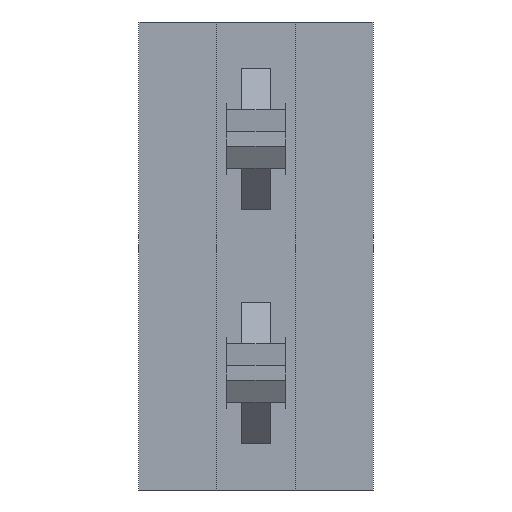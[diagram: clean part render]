
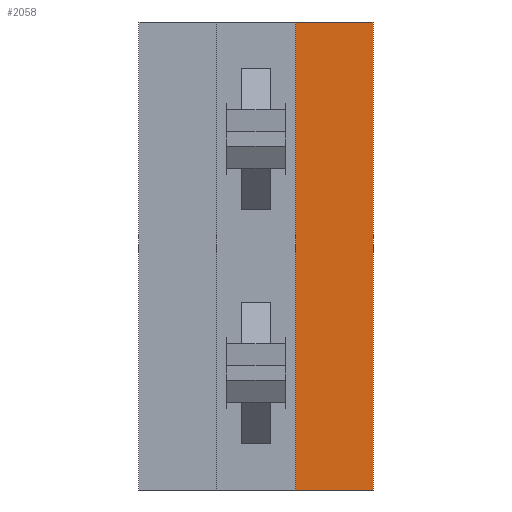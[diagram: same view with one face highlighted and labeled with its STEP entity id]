
A CAD part, front view. The second image highlights one B-rep face of the part: STEP entity #2058.
In plain terms, the highlighted planar face has unit normal (0, -1, 0).
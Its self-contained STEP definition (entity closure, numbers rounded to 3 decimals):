
#76 = FACE_OUTER_BOUND ( 'NONE', #2829, .T. ) ;
#79 = CARTESIAN_POINT ( 'NONE',  ( 2.54, -8.5, 0. ) ) ;
#148 = LINE ( 'NONE', #1988, #830 ) ;
#163 = LINE ( 'NONE', #2250, #2060 ) ;
#179 = DIRECTION ( 'NONE',  ( 1., 0., 0. ) ) ;
#283 = CARTESIAN_POINT ( 'NONE',  ( 1.7, -8.5, 0. ) ) ;
#336 = EDGE_CURVE ( 'NONE', #1607, #3147, #1344, .T. ) ;
#531 = DIRECTION ( 'NONE',  ( 1., 0., 0. ) ) ;
#620 = CARTESIAN_POINT ( 'NONE',  ( 1.7, -8.5, 5.08 ) ) ;
#668 = VECTOR ( 'NONE', #2295, 1000. ) ;
#830 = VECTOR ( 'NONE', #3024, 1000. ) ;
#958 = VECTOR ( 'NONE', #531, 1000. ) ;
#1081 = EDGE_CURVE ( 'NONE', #2048, #3147, #1737, .T. ) ;
#1098 = CARTESIAN_POINT ( 'NONE',  ( 0., -8.5, 2.54 ) ) ;
#1268 = CARTESIAN_POINT ( 'NONE',  ( 2.54, -8.5, 5.08 ) ) ;
#1344 = LINE ( 'NONE', #3074, #668 ) ;
#1372 = DIRECTION ( 'NONE',  ( 0., 0., 1. ) ) ;
#1404 = ORIENTED_EDGE ( 'NONE', *, *, #336, .F. ) ;
#1498 = ORIENTED_EDGE ( 'NONE', *, *, #1893, .F. ) ;
#1607 = VERTEX_POINT ( 'NONE', #1268 ) ;
#1616 = ORIENTED_EDGE ( 'NONE', *, *, #1081, .T. ) ;
#1666 = AXIS2_PLACEMENT_3D ( 'NONE', #1098, #2935, #1372 ) ;
#1737 = LINE ( 'NONE', #3117, #958 ) ;
#1831 = PLANE ( 'NONE',  #1666 ) ;
#1893 = EDGE_CURVE ( 'NONE', #2135, #1607, #163, .T. ) ;
#1988 = CARTESIAN_POINT ( 'NONE',  ( 1.7, -8.5, 2.541 ) ) ;
#2048 = VERTEX_POINT ( 'NONE', #283 ) ;
#2058 = ADVANCED_FACE ( 'NONE', ( #76 ), #1831, .F. ) ;
#2060 = VECTOR ( 'NONE', #179, 1000. ) ;
#2135 = VERTEX_POINT ( 'NONE', #620 ) ;
#2250 = CARTESIAN_POINT ( 'NONE',  ( 0., -8.5, 5.08 ) ) ;
#2295 = DIRECTION ( 'NONE',  ( 0., 0., -1. ) ) ;
#2546 = EDGE_CURVE ( 'NONE', #2135, #2048, #148, .T. ) ;
#2781 = ORIENTED_EDGE ( 'NONE', *, *, #2546, .T. ) ;
#2829 = EDGE_LOOP ( 'NONE', ( #1404, #1498, #2781, #1616 ) ) ;
#2935 = DIRECTION ( 'NONE',  ( 0., 1., 0. ) ) ;
#3024 = DIRECTION ( 'NONE',  ( 0., 0., -1. ) ) ;
#3074 = CARTESIAN_POINT ( 'NONE',  ( 2.54, -8.5, 2.54 ) ) ;
#3117 = CARTESIAN_POINT ( 'NONE',  ( 0., -8.5, 0. ) ) ;
#3147 = VERTEX_POINT ( 'NONE', #79 ) ;
